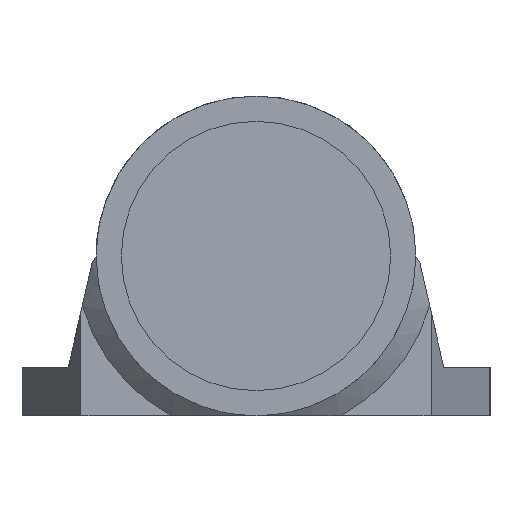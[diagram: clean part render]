
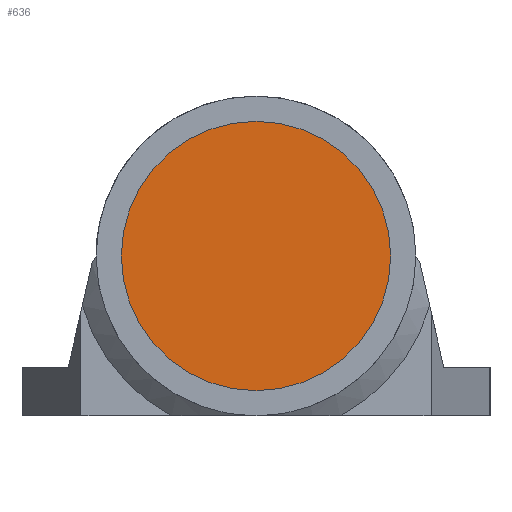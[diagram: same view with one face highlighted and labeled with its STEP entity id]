
A CAD part, left-side view. The second image highlights one B-rep face of the part: STEP entity #636.
In plain terms, the highlighted planar face has unit normal (-1, 0, 0).
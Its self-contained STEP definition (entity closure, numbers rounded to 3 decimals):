
#9 = EDGE_CURVE ( 'NONE', #134, #133, #271, .T. ) ;
#45 = EDGE_CURVE ( 'NONE', #133, #134, #293, .T. ) ;
#70 = AXIS2_PLACEMENT_3D ( 'NONE', #685, #713, #714 ) ;
#78 = AXIS2_PLACEMENT_3D ( 'NONE', #762, #764, #765 ) ;
#85 = AXIS2_PLACEMENT_3D ( 'NONE', #662, #669, #670 ) ;
#133 = VERTEX_POINT ( 'NONE', #438 ) ;
#134 = VERTEX_POINT ( 'NONE', #439 ) ;
#232 = EDGE_LOOP ( 'NONE', ( #247, #248 ) ) ;
#247 = ORIENTED_EDGE ( 'NONE', *, *, #9, .T. ) ;
#248 = ORIENTED_EDGE ( 'NONE', *, *, #45, .T. ) ;
#271 = CIRCLE ( 'NONE', #70, 8. ) ;
#293 = CIRCLE ( 'NONE', #78, 8. ) ;
#438 = CARTESIAN_POINT ( 'NONE',  ( -7., 0., 1.5 ) ) ;
#439 = CARTESIAN_POINT ( 'NONE',  ( -7., 0., 17.5 ) ) ;
#535 = FACE_OUTER_BOUND ( 'NONE', #232, .T. ) ;
#636 = ADVANCED_FACE ( 'NONE', ( #535 ), #666, .T. ) ;
#662 = CARTESIAN_POINT ( 'NONE',  ( -7., 0., 9.5 ) ) ;
#666 = PLANE ( 'NONE',  #85 ) ;
#669 = DIRECTION ( 'NONE',  ( -1., 0., 0. ) ) ;
#670 = DIRECTION ( 'NONE',  ( 0., 0., 1. ) ) ;
#685 = CARTESIAN_POINT ( 'NONE',  ( -7., 0., 9.5 ) ) ;
#713 = DIRECTION ( 'NONE',  ( -1., 0., 0. ) ) ;
#714 = DIRECTION ( 'NONE',  ( 0., 0., 1. ) ) ;
#762 = CARTESIAN_POINT ( 'NONE',  ( -7., 0., 9.5 ) ) ;
#764 = DIRECTION ( 'NONE',  ( -1., 0., 0. ) ) ;
#765 = DIRECTION ( 'NONE',  ( 0., 0., 1. ) ) ;
